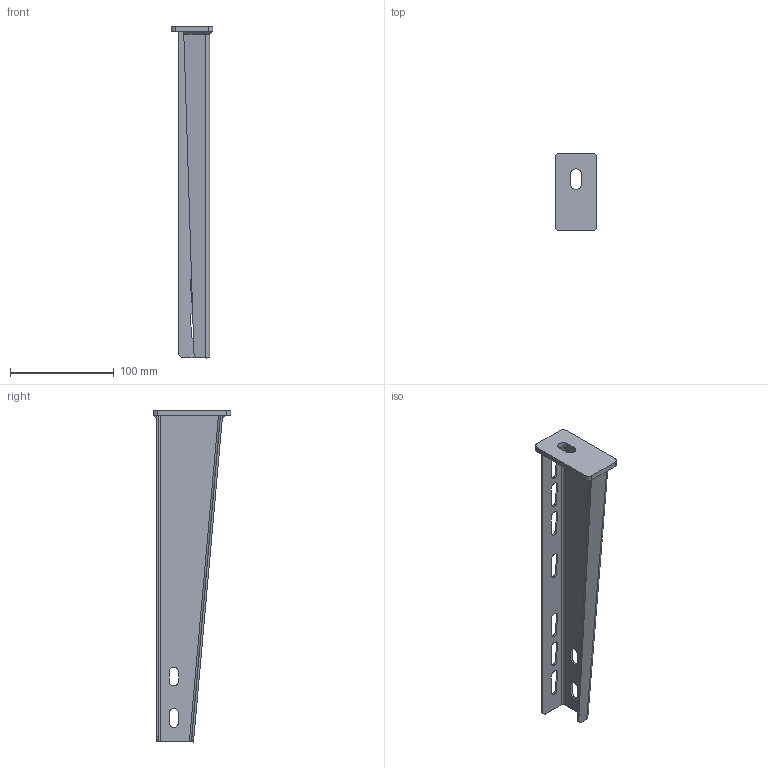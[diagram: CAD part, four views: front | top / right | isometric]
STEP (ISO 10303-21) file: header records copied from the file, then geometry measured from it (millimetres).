
FILE_DESCRIPTION((''),'2;1');
FILE_NAME('712030_ASM','2018-11-08T17:40:24',('tomasz.grudniewski'),(''),'CREO PARAMETRIC BY PTC INC, 2018260','CREO PARAMETRIC BY PTC INC, 2018260','');
FILE_SCHEMA(('CONFIG_CONTROL_DESIGN'));
Length unit declared in the file: millimetre
Products named in the file (3): PODSTAWA_40X75_PRT; WMCN_RAMIE_300_PRT; 712030_ASM
Assembly tree (2 placements, depth 2):
  712030_ASM
    PODSTAWA_40X75_PRT
    WMCN_RAMIE_300_PRT
Bounding box: 40 x 75 x 320.2 mm (x, y, z)
Volume: 69418.9 mm3; surface area: 65623.8 mm2
Topology: 2 solids, 3 shells, 107 faces, 294 edges, 192 vertices
Faces by surface type: plane 73, cylinder 30, bspline 3, cone 1
Entity records: 3627 total; most frequent: CARTESIAN_POINT 758, ORIENTED_EDGE 576, DIRECTION 564, EDGE_CURVE 294, VECTOR 230, LINE 230, VERTEX_POINT 192, AXIS2_PLACEMENT_3D 167
